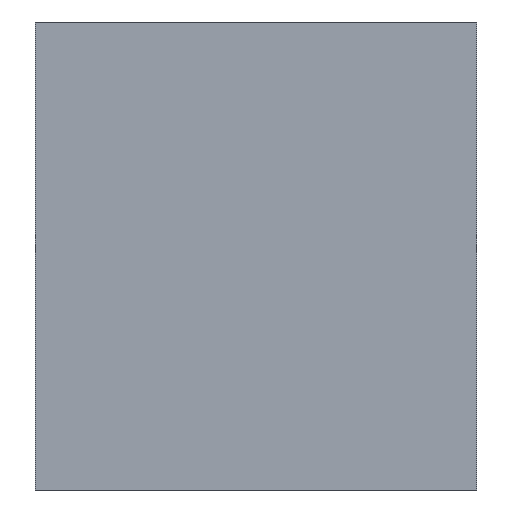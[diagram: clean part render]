
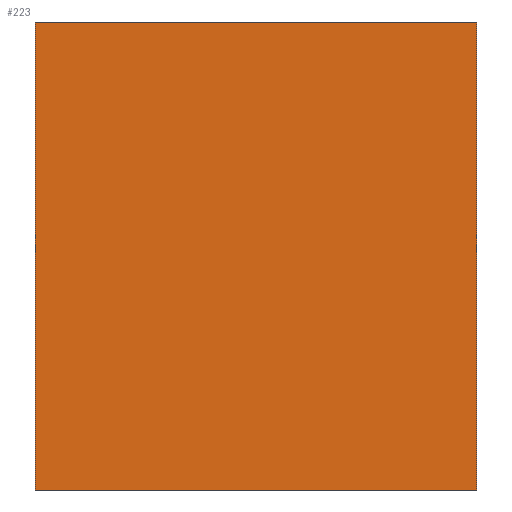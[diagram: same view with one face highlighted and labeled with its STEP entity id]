
A CAD part, left-side view. The second image highlights one B-rep face of the part: STEP entity #223.
In plain terms, the highlighted planar face has unit normal (-1, 0, 0).
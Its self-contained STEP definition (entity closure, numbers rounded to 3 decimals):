
#33 = VERTEX_POINT ( 'NONE', #830 ) ;
#57 = LINE ( 'NONE', #328, #120 ) ;
#59 = CARTESIAN_POINT ( 'NONE',  ( 0., 0., -5. ) ) ;
#109 = VERTEX_POINT ( 'NONE', #59 ) ;
#120 = VECTOR ( 'NONE', #525, 1000. ) ;
#149 = FACE_OUTER_BOUND ( 'NONE', #199, .T. ) ;
#151 = ORIENTED_EDGE ( 'NONE', *, *, #474, .F. ) ;
#152 = CARTESIAN_POINT ( 'NONE',  ( 0., 0., 48. ) ) ;
#154 = DIRECTION ( 'NONE',  ( 1., 0., 0. ) ) ;
#172 = CARTESIAN_POINT ( 'NONE',  ( 0., 50., 48. ) ) ;
#199 = EDGE_LOOP ( 'NONE', ( #534, #151, #765, #232 ) ) ;
#223 = ADVANCED_FACE ( 'NONE', ( #149 ), #749, .F. ) ;
#232 = ORIENTED_EDGE ( 'NONE', *, *, #426, .F. ) ;
#238 = EDGE_CURVE ( 'NONE', #469, #109, #354, .T. ) ;
#328 = CARTESIAN_POINT ( 'NONE',  ( 0., 0., 48. ) ) ;
#332 = VERTEX_POINT ( 'NONE', #498 ) ;
#354 = LINE ( 'NONE', #411, #613 ) ;
#394 = LINE ( 'NONE', #790, #716 ) ;
#411 = CARTESIAN_POINT ( 'NONE',  ( 0., 0., 48. ) ) ;
#426 = EDGE_CURVE ( 'NONE', #33, #469, #57, .T. ) ;
#469 = VERTEX_POINT ( 'NONE', #725 ) ;
#474 = EDGE_CURVE ( 'NONE', #109, #332, #394, .T. ) ;
#490 = DIRECTION ( 'NONE',  ( 0., 0., -1. ) ) ;
#498 = CARTESIAN_POINT ( 'NONE',  ( 0., 50., -5. ) ) ;
#523 = EDGE_CURVE ( 'NONE', #33, #332, #844, .T. ) ;
#525 = DIRECTION ( 'NONE',  ( 0., -1., 0. ) ) ;
#534 = ORIENTED_EDGE ( 'NONE', *, *, #523, .T. ) ;
#554 = DIRECTION ( 'NONE',  ( 0., 0., -1. ) ) ;
#613 = VECTOR ( 'NONE', #554, 1000. ) ;
#661 = DIRECTION ( 'NONE',  ( 0., 1., 0. ) ) ;
#716 = VECTOR ( 'NONE', #661, 1000. ) ;
#725 = CARTESIAN_POINT ( 'NONE',  ( 0., 0., 48. ) ) ;
#749 = PLANE ( 'NONE',  #772 ) ;
#765 = ORIENTED_EDGE ( 'NONE', *, *, #238, .F. ) ;
#772 = AXIS2_PLACEMENT_3D ( 'NONE', #152, #154, #822 ) ;
#790 = CARTESIAN_POINT ( 'NONE',  ( 0., 50., -5. ) ) ;
#818 = VECTOR ( 'NONE', #490, 1000. ) ;
#822 = DIRECTION ( 'NONE',  ( 0., 0., -1. ) ) ;
#830 = CARTESIAN_POINT ( 'NONE',  ( 0., 50., 48. ) ) ;
#844 = LINE ( 'NONE', #172, #818 ) ;
